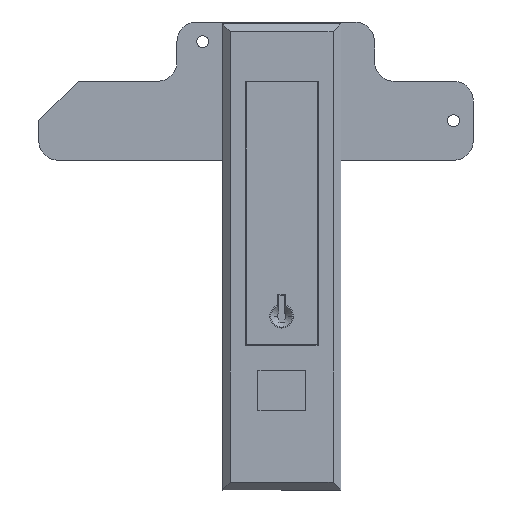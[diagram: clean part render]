
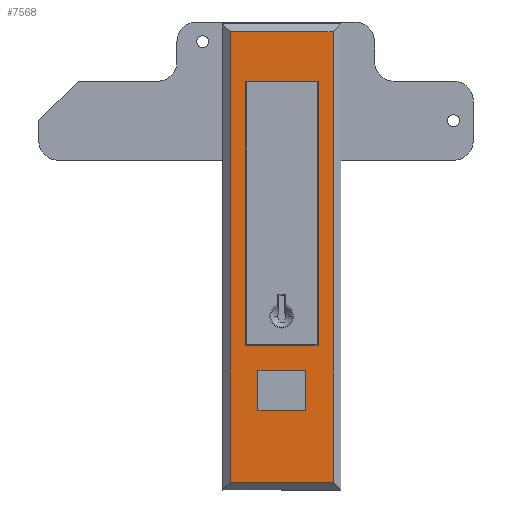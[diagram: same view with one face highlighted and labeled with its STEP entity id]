
A CAD part, top view. The second image highlights one B-rep face of the part: STEP entity #7568.
In plain terms, the highlighted planar face has unit normal (0, 0, 1).
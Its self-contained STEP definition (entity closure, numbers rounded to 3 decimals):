
#6 = LINE ( 'NONE', #1329, #1592 ) ;
#81 = EDGE_LOOP ( 'NONE', ( #6339, #8832, #1837, #6091 ) ) ;
#224 = CARTESIAN_POINT ( 'NONE',  ( 9.2, 10., 3. ) ) ;
#266 = EDGE_CURVE ( 'NONE', #5989, #2872, #2023, .T. ) ;
#366 = EDGE_CURVE ( 'NONE', #4208, #8762, #7077, .T. ) ;
#392 = VERTEX_POINT ( 'NONE', #3848 ) ;
#451 = EDGE_CURVE ( 'NONE', #5956, #1943, #6, .T. ) ;
#601 = EDGE_CURVE ( 'NONE', #8762, #392, #1699, .T. ) ;
#748 = FACE_OUTER_BOUND ( 'NONE', #81, .T. ) ;
#793 = CARTESIAN_POINT ( 'NONE',  ( 13., 22.5, 3. ) ) ;
#840 = LINE ( 'NONE', #8563, #8532 ) ;
#940 = ORIENTED_EDGE ( 'NONE', *, *, #266, .F. ) ;
#1053 = VECTOR ( 'NONE', #3775, 1000. ) ;
#1095 = EDGE_CURVE ( 'NONE', #1943, #1433, #8431, .T. ) ;
#1217 = CARTESIAN_POINT ( 'NONE',  ( 0., 0., 3. ) ) ;
#1229 = EDGE_LOOP ( 'NONE', ( #940, #1760, #1661, #8101 ) ) ;
#1275 = DIRECTION ( 'NONE',  ( 0., 0., 1. ) ) ;
#1328 = CARTESIAN_POINT ( 'NONE',  ( 6., -63.3, 3. ) ) ;
#1329 = CARTESIAN_POINT ( 'NONE',  ( -9.2, -57., 3. ) ) ;
#1433 = VERTEX_POINT ( 'NONE', #224 ) ;
#1486 = VECTOR ( 'NONE', #6503, 1000. ) ;
#1522 = ORIENTED_EDGE ( 'NONE', *, *, #1095, .F. ) ;
#1585 = EDGE_LOOP ( 'NONE', ( #6521, #8087, #1522, #2385 ) ) ;
#1592 = VECTOR ( 'NONE', #1997, 1000. ) ;
#1598 = CARTESIAN_POINT ( 'NONE',  ( -6., -73.3, 3. ) ) ;
#1659 = CARTESIAN_POINT ( 'NONE',  ( 6., -73.3, 3. ) ) ;
#1661 = ORIENTED_EDGE ( 'NONE', *, *, #4634, .F. ) ;
#1699 = LINE ( 'NONE', #5047, #1486 ) ;
#1738 = VECTOR ( 'NONE', #3185, 1000. ) ;
#1760 = ORIENTED_EDGE ( 'NONE', *, *, #5721, .F. ) ;
#1837 = ORIENTED_EDGE ( 'NONE', *, *, #2406, .T. ) ;
#1943 = VERTEX_POINT ( 'NONE', #5089 ) ;
#1982 = CARTESIAN_POINT ( 'NONE',  ( -15., 22.5, 3. ) ) ;
#1997 = DIRECTION ( 'NONE',  ( 1., 0., 0. ) ) ;
#2023 = LINE ( 'NONE', #3690, #5930 ) ;
#2201 = AXIS2_PLACEMENT_3D ( 'NONE', #1217, #1275, #2647 ) ;
#2336 = CARTESIAN_POINT ( 'NONE',  ( 9.2, 10., 3. ) ) ;
#2385 = ORIENTED_EDGE ( 'NONE', *, *, #451, .F. ) ;
#2406 = EDGE_CURVE ( 'NONE', #392, #4770, #2969, .T. ) ;
#2592 = VECTOR ( 'NONE', #5438, 1000. ) ;
#2647 = DIRECTION ( 'NONE',  ( 1., 0., 0. ) ) ;
#2872 = VERTEX_POINT ( 'NONE', #5163 ) ;
#2969 = LINE ( 'NONE', #7239, #3975 ) ;
#3017 = VECTOR ( 'NONE', #3498, 1000. ) ;
#3091 = FACE_BOUND ( 'NONE', #1229, .T. ) ;
#3154 = VERTEX_POINT ( 'NONE', #7517 ) ;
#3185 = DIRECTION ( 'NONE',  ( -1., 0., 0. ) ) ;
#3262 = PLANE ( 'NONE',  #2201 ) ;
#3498 = DIRECTION ( 'NONE',  ( 0., 1., 0. ) ) ;
#3540 = FACE_BOUND ( 'NONE', #1585, .T. ) ;
#3690 = CARTESIAN_POINT ( 'NONE',  ( -6., -63.3, 3. ) ) ;
#3691 = CARTESIAN_POINT ( 'NONE',  ( -6., -63.3, 3. ) ) ;
#3775 = DIRECTION ( 'NONE',  ( 0., 1., 0. ) ) ;
#3848 = CARTESIAN_POINT ( 'NONE',  ( 13., -91.5, 3. ) ) ;
#3885 = DIRECTION ( 'NONE',  ( 0., -1., 0. ) ) ;
#3975 = VECTOR ( 'NONE', #7299, 1000. ) ;
#4114 = LINE ( 'NONE', #1598, #7736 ) ;
#4208 = VERTEX_POINT ( 'NONE', #7118 ) ;
#4323 = EDGE_CURVE ( 'NONE', #1433, #4466, #7742, .T. ) ;
#4411 = DIRECTION ( 'NONE',  ( 0., -1., 0. ) ) ;
#4466 = VERTEX_POINT ( 'NONE', #8684 ) ;
#4506 = EDGE_CURVE ( 'NONE', #4770, #4208, #5104, .T. ) ;
#4529 = CARTESIAN_POINT ( 'NONE',  ( -13., -93.5, 3. ) ) ;
#4634 = EDGE_CURVE ( 'NONE', #5354, #3154, #4766, .T. ) ;
#4766 = LINE ( 'NONE', #1328, #3017 ) ;
#4770 = VERTEX_POINT ( 'NONE', #793 ) ;
#4797 = CARTESIAN_POINT ( 'NONE',  ( -13., -91.5, 3. ) ) ;
#5047 = CARTESIAN_POINT ( 'NONE',  ( 15., -91.5, 3. ) ) ;
#5089 = CARTESIAN_POINT ( 'NONE',  ( 9.2, -57., 3. ) ) ;
#5104 = LINE ( 'NONE', #1982, #2592 ) ;
#5117 = CARTESIAN_POINT ( 'NONE',  ( -6., -63.3, 3. ) ) ;
#5163 = CARTESIAN_POINT ( 'NONE',  ( -6., -73.3, 3. ) ) ;
#5228 = CARTESIAN_POINT ( 'NONE',  ( -9.2, 10., 3. ) ) ;
#5354 = VERTEX_POINT ( 'NONE', #1659 ) ;
#5368 = EDGE_CURVE ( 'NONE', #2872, #5354, #4114, .T. ) ;
#5438 = DIRECTION ( 'NONE',  ( -1., 0., 0. ) ) ;
#5611 = VECTOR ( 'NONE', #3885, 1000. ) ;
#5721 = EDGE_CURVE ( 'NONE', #3154, #5989, #7843, .T. ) ;
#5930 = VECTOR ( 'NONE', #4411, 1000. ) ;
#5956 = VERTEX_POINT ( 'NONE', #7887 ) ;
#5989 = VERTEX_POINT ( 'NONE', #5117 ) ;
#6091 = ORIENTED_EDGE ( 'NONE', *, *, #4506, .T. ) ;
#6186 = DIRECTION ( 'NONE',  ( 0., -1., 0. ) ) ;
#6339 = ORIENTED_EDGE ( 'NONE', *, *, #366, .T. ) ;
#6422 = DIRECTION ( 'NONE',  ( 1., 0., 0. ) ) ;
#6503 = DIRECTION ( 'NONE',  ( 1., 0., 0. ) ) ;
#6521 = ORIENTED_EDGE ( 'NONE', *, *, #8250, .F. ) ;
#6679 = VECTOR ( 'NONE', #8439, 1000. ) ;
#7077 = LINE ( 'NONE', #4529, #5611 ) ;
#7118 = CARTESIAN_POINT ( 'NONE',  ( -13., 22.5, 3. ) ) ;
#7239 = CARTESIAN_POINT ( 'NONE',  ( 13., 24.5, 3. ) ) ;
#7299 = DIRECTION ( 'NONE',  ( 0., 1., 0. ) ) ;
#7517 = CARTESIAN_POINT ( 'NONE',  ( 6., -63.3, 3. ) ) ;
#7568 = ADVANCED_FACE ( 'NONE', ( #3540, #3091, #748 ), #3262, .T. ) ;
#7736 = VECTOR ( 'NONE', #6422, 1000. ) ;
#7742 = LINE ( 'NONE', #5228, #1738 ) ;
#7843 = LINE ( 'NONE', #3691, #6679 ) ;
#7887 = CARTESIAN_POINT ( 'NONE',  ( -9.2, -57., 3. ) ) ;
#8087 = ORIENTED_EDGE ( 'NONE', *, *, #4323, .F. ) ;
#8101 = ORIENTED_EDGE ( 'NONE', *, *, #5368, .F. ) ;
#8250 = EDGE_CURVE ( 'NONE', #4466, #5956, #840, .T. ) ;
#8431 = LINE ( 'NONE', #2336, #1053 ) ;
#8439 = DIRECTION ( 'NONE',  ( -1., 0., 0. ) ) ;
#8532 = VECTOR ( 'NONE', #6186, 1000. ) ;
#8563 = CARTESIAN_POINT ( 'NONE',  ( -9.2, 10., 3. ) ) ;
#8684 = CARTESIAN_POINT ( 'NONE',  ( -9.2, 10., 3. ) ) ;
#8762 = VERTEX_POINT ( 'NONE', #4797 ) ;
#8832 = ORIENTED_EDGE ( 'NONE', *, *, #601, .T. ) ;
